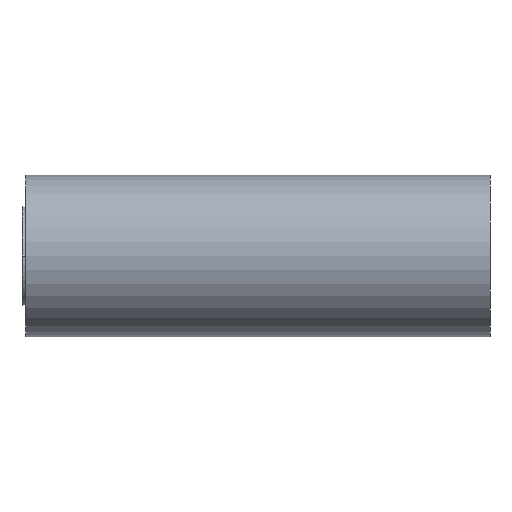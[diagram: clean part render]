
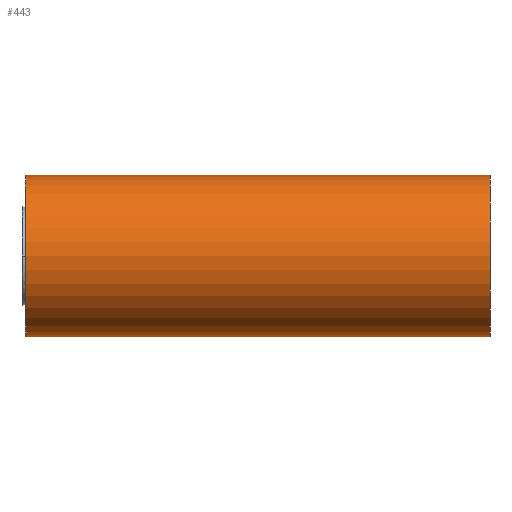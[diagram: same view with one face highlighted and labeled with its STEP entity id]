
A CAD part, front view. The second image highlights one B-rep face of the part: STEP entity #443.
In plain terms, the highlighted cylindrical face has radius 40.386 mm (diameter 80.772 mm), a partial arc.
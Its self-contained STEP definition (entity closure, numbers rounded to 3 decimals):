
#1 = CARTESIAN_POINT ( 'NONE',  ( -38.315, 0., 40.386 ) ) ;
#3 = CARTESIAN_POINT ( 'NONE',  ( 0., 0., 40.386 ) ) ;
#29 = AXIS2_PLACEMENT_3D ( 'NONE', #775, #509, #655 ) ;
#31 = CYLINDRICAL_SURFACE ( 'NONE', #516, 40.386 ) ;
#50 = EDGE_CURVE ( 'NONE', #198, #665, #387, .T. ) ;
#164 = CARTESIAN_POINT ( 'NONE',  ( -38.315, 0., -40.386 ) ) ;
#198 = VERTEX_POINT ( 'NONE', #1 ) ;
#225 = VECTOR ( 'NONE', #619, 1000. ) ;
#244 = CARTESIAN_POINT ( 'NONE',  ( 0., 0., -40.386 ) ) ;
#261 = EDGE_CURVE ( 'NONE', #665, #418, #748, .T. ) ;
#262 = VECTOR ( 'NONE', #507, 1000. ) ;
#303 = LINE ( 'NONE', #244, #225 ) ;
#316 = AXIS2_PLACEMENT_3D ( 'NONE', #405, #669, #460 ) ;
#342 = CARTESIAN_POINT ( 'NONE',  ( 194.133, 0., -40.386 ) ) ;
#387 = LINE ( 'NONE', #3, #262 ) ;
#393 = ORIENTED_EDGE ( 'NONE', *, *, #623, .T. ) ;
#401 = CARTESIAN_POINT ( 'NONE',  ( 194.133, 0., 40.386 ) ) ;
#405 = CARTESIAN_POINT ( 'NONE',  ( -38.315, 0., 0. ) ) ;
#418 = VERTEX_POINT ( 'NONE', #342 ) ;
#429 = ORIENTED_EDGE ( 'NONE', *, *, #517, .T. ) ;
#443 = ADVANCED_FACE ( 'NONE', ( #481 ), #31, .T. ) ;
#460 = DIRECTION ( 'NONE',  ( 0., 0., -1. ) ) ;
#481 = FACE_OUTER_BOUND ( 'NONE', #789, .T. ) ;
#490 = ORIENTED_EDGE ( 'NONE', *, *, #261, .F. ) ;
#507 = DIRECTION ( 'NONE',  ( 1., 0., 0. ) ) ;
#509 = DIRECTION ( 'NONE',  ( 1., 0., 0. ) ) ;
#516 = AXIS2_PLACEMENT_3D ( 'NONE', #659, #719, #612 ) ;
#517 = EDGE_CURVE ( 'NONE', #198, #730, #530, .T. ) ;
#530 = CIRCLE ( 'NONE', #316, 40.386 ) ;
#533 = ORIENTED_EDGE ( 'NONE', *, *, #50, .F. ) ;
#612 = DIRECTION ( 'NONE',  ( 0., 0., -1. ) ) ;
#619 = DIRECTION ( 'NONE',  ( 1., 0., 0. ) ) ;
#623 = EDGE_CURVE ( 'NONE', #730, #418, #303, .T. ) ;
#655 = DIRECTION ( 'NONE',  ( 0., 0., -1. ) ) ;
#659 = CARTESIAN_POINT ( 'NONE',  ( 0., 0., 0. ) ) ;
#665 = VERTEX_POINT ( 'NONE', #401 ) ;
#669 = DIRECTION ( 'NONE',  ( 1., 0., 0. ) ) ;
#719 = DIRECTION ( 'NONE',  ( 1., 0., 0. ) ) ;
#730 = VERTEX_POINT ( 'NONE', #164 ) ;
#748 = CIRCLE ( 'NONE', #29, 40.386 ) ;
#775 = CARTESIAN_POINT ( 'NONE',  ( 194.133, 0., 0. ) ) ;
#789 = EDGE_LOOP ( 'NONE', ( #533, #429, #393, #490 ) ) ;
